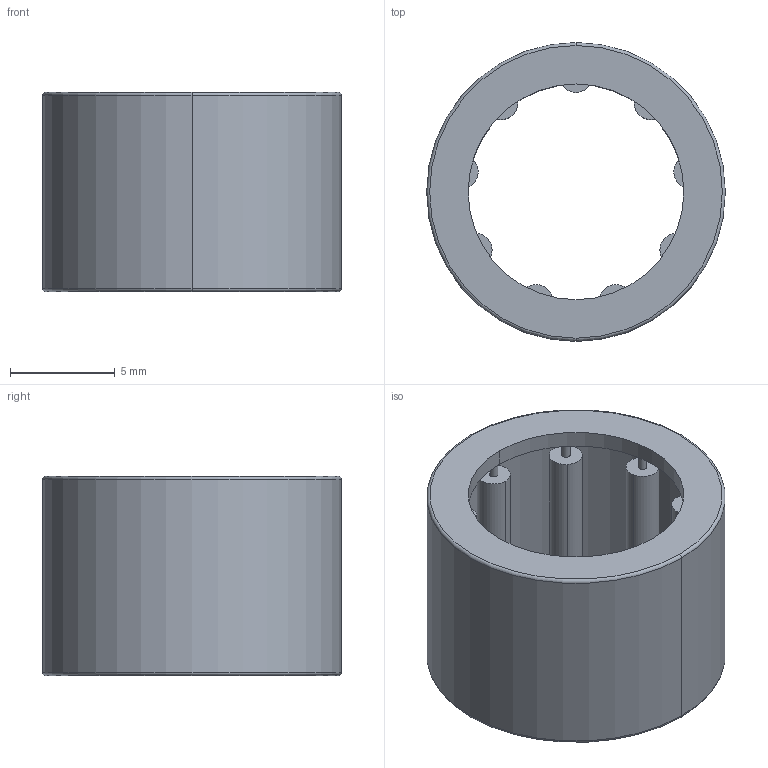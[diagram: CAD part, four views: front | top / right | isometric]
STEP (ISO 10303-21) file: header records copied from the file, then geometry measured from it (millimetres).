
FILE_DESCRIPTION (( 'STEP AP203' ), '1' );
FILE_NAME ('5905K497_Needle-Roller Bearing.STEP', '2021-07-08T23:29:44', ( 'Administrator' ), ( 'Managed by Terraform' ), 'SwSTEP 2.0', 'SolidWorks 2017', '' );
FILE_SCHEMA (( 'CONFIG_CONTROL_DESIGN' ));
Length unit declared in the file: inch
Products named in the file (1): 5905K497_Needle-Roller Bearing
Bounding box: 14.29 x 14.29 x 9.53 mm (x, y, z)
Volume: 503.3 mm3; surface area: 1510.6 mm2
Topology: 19 solids, 19 shells, 106 faces, 194 edges, 128 vertices
Faces by surface type: cylinder 62, plane 40, torus 4
Entity records: 2761 total; most frequent: DIRECTION 540, CARTESIAN_POINT 429, ORIENTED_EDGE 388, AXIS2_PLACEMENT_3D 239, EDGE_CURVE 194, CIRCLE 132, VERTEX_POINT 128, EDGE_LOOP 128
